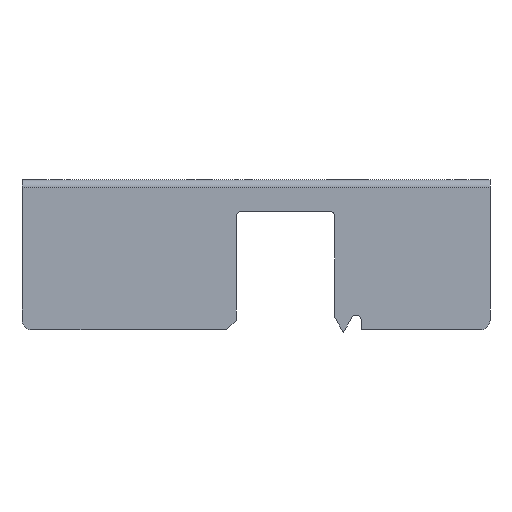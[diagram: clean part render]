
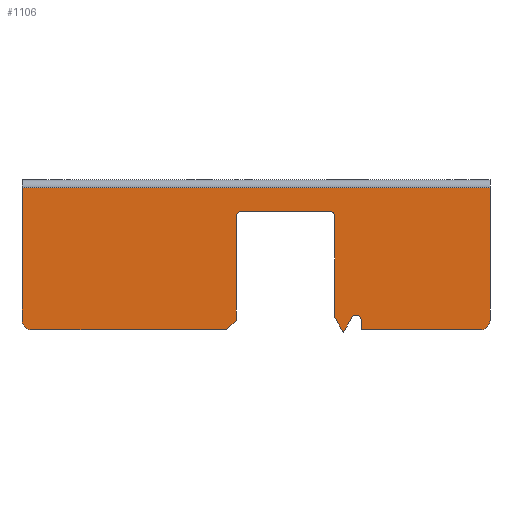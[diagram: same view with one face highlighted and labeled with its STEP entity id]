
A CAD part, front view. The second image highlights one B-rep face of the part: STEP entity #1106.
In plain terms, the highlighted planar face has unit normal (0, -1, 0).
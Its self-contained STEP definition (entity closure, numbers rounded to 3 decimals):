
#18 = DIRECTION ( 'NONE',  ( 0., 1., 0. ) ) ;
#45 = CARTESIAN_POINT ( 'NONE',  ( 47.5, -48.6, 0. ) ) ;
#53 = CARTESIAN_POINT ( 'NONE',  ( 16., -48.6, -7.5 ) ) ;
#54 = EDGE_CURVE ( 'NONE', #353, #702, #110, .T. ) ;
#60 = CIRCLE ( 'NONE', #1773, 2. ) ;
#65 = LINE ( 'NONE', #1488, #1407 ) ;
#68 = EDGE_CURVE ( 'NONE', #292, #1396, #492, .T. ) ;
#91 = CARTESIAN_POINT ( 'NONE',  ( 16., -48.6, -28. ) ) ;
#110 = CIRCLE ( 'NONE', #285, 1. ) ;
#123 = CARTESIAN_POINT ( 'NONE',  ( -47.5, -48.6, -28.5 ) ) ;
#142 = EDGE_CURVE ( 'NONE', #484, #1497, #1099, .T. ) ;
#154 = CARTESIAN_POINT ( 'NONE',  ( 21.33, -48.6, -30.5 ) ) ;
#157 = CARTESIAN_POINT ( 'NONE',  ( 47.5, -48.6, 0. ) ) ;
#167 = ORIENTED_EDGE ( 'NONE', *, *, #68, .T. ) ;
#170 = LINE ( 'NONE', #329, #1073 ) ;
#178 = ORIENTED_EDGE ( 'NONE', *, *, #1909, .T. ) ;
#196 = CARTESIAN_POINT ( 'NONE',  ( 15., -48.6, -7.5 ) ) ;
#226 = CARTESIAN_POINT ( 'NONE',  ( 20.33, -48.6, -27.5 ) ) ;
#245 = LINE ( 'NONE', #432, #1557 ) ;
#253 = VERTEX_POINT ( 'NONE', #587 ) ;
#256 = ORIENTED_EDGE ( 'NONE', *, *, #629, .F. ) ;
#257 = ORIENTED_EDGE ( 'NONE', *, *, #893, .T. ) ;
#285 = AXIS2_PLACEMENT_3D ( 'NONE', #196, #346, #1408 ) ;
#292 = VERTEX_POINT ( 'NONE', #123 ) ;
#313 = CARTESIAN_POINT ( 'NONE',  ( -4., -48.6, -28.5 ) ) ;
#324 = DIRECTION ( 'NONE',  ( 0., -1., 0. ) ) ;
#329 = CARTESIAN_POINT ( 'NONE',  ( 16., -48.6, -28. ) ) ;
#346 = DIRECTION ( 'NONE',  ( 0., 1., 0. ) ) ;
#353 = VERTEX_POINT ( 'NONE', #561 ) ;
#365 = VERTEX_POINT ( 'NONE', #1502 ) ;
#387 = VECTOR ( 'NONE', #1259, 1000. ) ;
#404 = ORIENTED_EDGE ( 'NONE', *, *, #1298, .T. ) ;
#432 = CARTESIAN_POINT ( 'NONE',  ( 21.33, -48.6, -28.5 ) ) ;
#450 = DIRECTION ( 'NONE',  ( 0., 0., 1. ) ) ;
#468 = VECTOR ( 'NONE', #1238, 1000. ) ;
#470 = LINE ( 'NONE', #154, #692 ) ;
#479 = CARTESIAN_POINT ( 'NONE',  ( 47.5, -48.6, -1.6 ) ) ;
#481 = EDGE_CURVE ( 'NONE', #253, #883, #470, .T. ) ;
#484 = VERTEX_POINT ( 'NONE', #1214 ) ;
#492 = CIRCLE ( 'NONE', #1826, 2. ) ;
#498 = ORIENTED_EDGE ( 'NONE', *, *, #142, .T. ) ;
#507 = VECTOR ( 'NONE', #1013, 1000. ) ;
#532 = LINE ( 'NONE', #1852, #1117 ) ;
#561 = CARTESIAN_POINT ( 'NONE',  ( 15., -48.6, -6.5 ) ) ;
#563 = EDGE_CURVE ( 'NONE', #1232, #747, #1243, .T. ) ;
#587 = CARTESIAN_POINT ( 'NONE',  ( 21.33, -48.6, -30.5 ) ) ;
#607 = CARTESIAN_POINT ( 'NONE',  ( 19.464, -48.6, -28. ) ) ;
#612 = VERTEX_POINT ( 'NONE', #313 ) ;
#617 = VERTEX_POINT ( 'NONE', #479 ) ;
#625 = EDGE_LOOP ( 'NONE', ( #256, #1286, #849, #167, #178, #901, #1309, #1478, #743, #636, #971, #498, #404, #1351, #1843, #257, #1176, #908 ) ) ;
#629 = EDGE_CURVE ( 'NONE', #617, #1674, #648, .T. ) ;
#636 = ORIENTED_EDGE ( 'NONE', *, *, #54, .T. ) ;
#642 = LINE ( 'NONE', #689, #1628 ) ;
#644 = EDGE_CURVE ( 'NONE', #1595, #995, #1196, .T. ) ;
#648 = LINE ( 'NONE', #45, #387 ) ;
#665 = VECTOR ( 'NONE', #1430, 1000. ) ;
#681 = DIRECTION ( 'NONE',  ( 1., 0., 0. ) ) ;
#689 = CARTESIAN_POINT ( 'NONE',  ( -4., -48.6, -30.5 ) ) ;
#692 = VECTOR ( 'NONE', #1509, 1000. ) ;
#693 = CARTESIAN_POINT ( 'NONE',  ( -4., -48.6, -28.5 ) ) ;
#702 = VERTEX_POINT ( 'NONE', #53 ) ;
#737 = DIRECTION ( 'NONE',  ( 0., 1., 0. ) ) ;
#743 = ORIENTED_EDGE ( 'NONE', *, *, #1789, .T. ) ;
#747 = VERTEX_POINT ( 'NONE', #226 ) ;
#755 = LINE ( 'NONE', #815, #665 ) ;
#778 = DIRECTION ( 'NONE',  ( 0., 0., -1. ) ) ;
#815 = CARTESIAN_POINT ( 'NONE',  ( -4., -48.6, -6.5 ) ) ;
#836 = AXIS2_PLACEMENT_3D ( 'NONE', #1818, #737, #450 ) ;
#849 = ORIENTED_EDGE ( 'NONE', *, *, #1837, .T. ) ;
#874 = DIRECTION ( 'NONE',  ( 0., 0., -1. ) ) ;
#883 = VERTEX_POINT ( 'NONE', #1331 ) ;
#893 = EDGE_CURVE ( 'NONE', #365, #253, #245, .T. ) ;
#901 = ORIENTED_EDGE ( 'NONE', *, *, #1562, .T. ) ;
#908 = ORIENTED_EDGE ( 'NONE', *, *, #1359, .T. ) ;
#928 = CARTESIAN_POINT ( 'NONE',  ( 20.33, -48.6, -28.5 ) ) ;
#948 = VERTEX_POINT ( 'NONE', #1786 ) ;
#971 = ORIENTED_EDGE ( 'NONE', *, *, #1776, .T. ) ;
#977 = EDGE_CURVE ( 'NONE', #617, #948, #65, .T. ) ;
#981 = DIRECTION ( 'NONE',  ( 0., -1., 0. ) ) ;
#995 = VERTEX_POINT ( 'NONE', #1470 ) ;
#1011 = DIRECTION ( 'NONE',  ( 0.707, 0., 0.707 ) ) ;
#1013 = DIRECTION ( 'NONE',  ( 0., 0., -1. ) ) ;
#1060 = EDGE_CURVE ( 'NONE', #747, #365, #1077, .T. ) ;
#1073 = VECTOR ( 'NONE', #778, 1000. ) ;
#1077 = CIRCLE ( 'NONE', #836, 1. ) ;
#1093 = DIRECTION ( 'NONE',  ( 1., 0., 0. ) ) ;
#1099 = LINE ( 'NONE', #91, #1633 ) ;
#1106 = ADVANCED_FACE ( 'NONE', ( #1380 ), #1666, .F. ) ;
#1117 = VECTOR ( 'NONE', #1093, 1000. ) ;
#1121 = CARTESIAN_POINT ( 'NONE',  ( 17.732, -48.6, -31. ) ) ;
#1142 = DIRECTION ( 'NONE',  ( 0.5, 0., -0.866 ) ) ;
#1176 = ORIENTED_EDGE ( 'NONE', *, *, #481, .T. ) ;
#1196 = CIRCLE ( 'NONE', #1829, 1. ) ;
#1203 = CARTESIAN_POINT ( 'NONE',  ( -47.5, -48.6, 0. ) ) ;
#1214 = CARTESIAN_POINT ( 'NONE',  ( 16., -48.6, -28. ) ) ;
#1215 = CARTESIAN_POINT ( 'NONE',  ( 17.732, -48.6, -31. ) ) ;
#1232 = VERTEX_POINT ( 'NONE', #607 ) ;
#1238 = DIRECTION ( 'NONE',  ( 0.5, 0., 0.866 ) ) ;
#1243 = CIRCLE ( 'NONE', #1350, 1. ) ;
#1259 = DIRECTION ( 'NONE',  ( 0., 0., -1. ) ) ;
#1286 = ORIENTED_EDGE ( 'NONE', *, *, #977, .T. ) ;
#1298 = EDGE_CURVE ( 'NONE', #1497, #1232, #1706, .T. ) ;
#1309 = ORIENTED_EDGE ( 'NONE', *, *, #1481, .T. ) ;
#1331 = CARTESIAN_POINT ( 'NONE',  ( 45.5, -48.6, -30.5 ) ) ;
#1350 = AXIS2_PLACEMENT_3D ( 'NONE', #928, #18, #1847 ) ;
#1351 = ORIENTED_EDGE ( 'NONE', *, *, #563, .T. ) ;
#1359 = EDGE_CURVE ( 'NONE', #883, #1674, #60, .T. ) ;
#1380 = FACE_OUTER_BOUND ( 'NONE', #625, .T. ) ;
#1396 = VERTEX_POINT ( 'NONE', #1742 ) ;
#1407 = VECTOR ( 'NONE', #1629, 1000. ) ;
#1408 = DIRECTION ( 'NONE',  ( 0., 0., 1. ) ) ;
#1430 = DIRECTION ( 'NONE',  ( 0., 0., 1. ) ) ;
#1468 = CARTESIAN_POINT ( 'NONE',  ( -6., -48.6, -30.5 ) ) ;
#1470 = CARTESIAN_POINT ( 'NONE',  ( -3., -48.6, -6.5 ) ) ;
#1478 = ORIENTED_EDGE ( 'NONE', *, *, #644, .T. ) ;
#1481 = EDGE_CURVE ( 'NONE', #612, #1595, #755, .T. ) ;
#1488 = CARTESIAN_POINT ( 'NONE',  ( 47.5, -48.6, -1.6 ) ) ;
#1494 = AXIS2_PLACEMENT_3D ( 'NONE', #157, #1964, #1682 ) ;
#1497 = VERTEX_POINT ( 'NONE', #1121 ) ;
#1502 = CARTESIAN_POINT ( 'NONE',  ( 21.33, -48.6, -28.5 ) ) ;
#1509 = DIRECTION ( 'NONE',  ( 1., 0., 0. ) ) ;
#1557 = VECTOR ( 'NONE', #874, 1000. ) ;
#1562 = EDGE_CURVE ( 'NONE', #1572, #612, #1796, .T. ) ;
#1572 = VERTEX_POINT ( 'NONE', #1468 ) ;
#1574 = CARTESIAN_POINT ( 'NONE',  ( -3., -48.6, -7.5 ) ) ;
#1595 = VERTEX_POINT ( 'NONE', #1778 ) ;
#1621 = CARTESIAN_POINT ( 'NONE',  ( 47.5, -48.6, -28.5 ) ) ;
#1628 = VECTOR ( 'NONE', #681, 1000. ) ;
#1629 = DIRECTION ( 'NONE',  ( -1., 0., 0. ) ) ;
#1633 = VECTOR ( 'NONE', #1142, 1000. ) ;
#1666 = PLANE ( 'NONE',  #1494 ) ;
#1674 = VERTEX_POINT ( 'NONE', #1621 ) ;
#1682 = DIRECTION ( 'NONE',  ( 0., 0., 1. ) ) ;
#1706 = LINE ( 'NONE', #1215, #468 ) ;
#1728 = DIRECTION ( 'NONE',  ( 0., 1., 0. ) ) ;
#1742 = CARTESIAN_POINT ( 'NONE',  ( -45.5, -48.6, -30.5 ) ) ;
#1750 = VECTOR ( 'NONE', #1011, 1000. ) ;
#1773 = AXIS2_PLACEMENT_3D ( 'NONE', #1848, #324, #1836 ) ;
#1776 = EDGE_CURVE ( 'NONE', #702, #484, #170, .T. ) ;
#1778 = CARTESIAN_POINT ( 'NONE',  ( -4., -48.6, -7.5 ) ) ;
#1786 = CARTESIAN_POINT ( 'NONE',  ( -47.5, -48.6, -1.6 ) ) ;
#1789 = EDGE_CURVE ( 'NONE', #995, #353, #532, .T. ) ;
#1796 = LINE ( 'NONE', #693, #1750 ) ;
#1818 = CARTESIAN_POINT ( 'NONE',  ( 20.33, -48.6, -28.5 ) ) ;
#1826 = AXIS2_PLACEMENT_3D ( 'NONE', #1893, #981, #1899 ) ;
#1829 = AXIS2_PLACEMENT_3D ( 'NONE', #1574, #1728, #1897 ) ;
#1836 = DIRECTION ( 'NONE',  ( 0., 0., 1. ) ) ;
#1837 = EDGE_CURVE ( 'NONE', #948, #292, #1955, .T. ) ;
#1843 = ORIENTED_EDGE ( 'NONE', *, *, #1060, .T. ) ;
#1847 = DIRECTION ( 'NONE',  ( 0., 0., 1. ) ) ;
#1848 = CARTESIAN_POINT ( 'NONE',  ( 45.5, -48.6, -28.5 ) ) ;
#1852 = CARTESIAN_POINT ( 'NONE',  ( 16., -48.6, -6.5 ) ) ;
#1893 = CARTESIAN_POINT ( 'NONE',  ( -45.5, -48.6, -28.5 ) ) ;
#1897 = DIRECTION ( 'NONE',  ( 0., 0., 1. ) ) ;
#1899 = DIRECTION ( 'NONE',  ( 0., 0., 1. ) ) ;
#1909 = EDGE_CURVE ( 'NONE', #1396, #1572, #642, .T. ) ;
#1955 = LINE ( 'NONE', #1203, #507 ) ;
#1964 = DIRECTION ( 'NONE',  ( 0., 1., 0. ) ) ;
